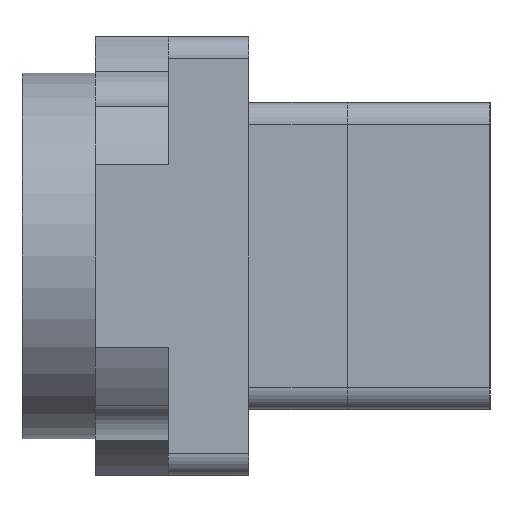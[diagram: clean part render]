
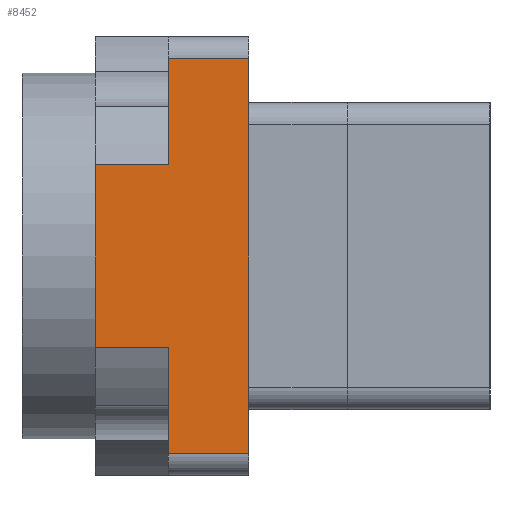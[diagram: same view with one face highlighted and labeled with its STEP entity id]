
A CAD part, left-side view. The second image highlights one B-rep face of the part: STEP entity #8452.
In plain terms, the highlighted planar face has unit normal (-1, 0, 0).
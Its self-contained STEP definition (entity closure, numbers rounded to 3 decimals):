
#43 = CARTESIAN_POINT ( 'NONE',  ( -30., 11., -27. ) ) ;
#133 = LINE ( 'NONE', #6673, #11133 ) ;
#440 = DIRECTION ( 'NONE',  ( 0., 0., 1. ) ) ;
#471 = DIRECTION ( 'NONE',  ( 0., 0., 1. ) ) ;
#569 = ORIENTED_EDGE ( 'NONE', *, *, #9826, .F. ) ;
#695 = LINE ( 'NONE', #8024, #5150 ) ;
#951 = ORIENTED_EDGE ( 'NONE', *, *, #9746, .T. ) ;
#1546 = CARTESIAN_POINT ( 'NONE',  ( -30., 0., 27. ) ) ;
#1710 = CARTESIAN_POINT ( 'NONE',  ( -30., 11., -27. ) ) ;
#1839 = PLANE ( 'NONE',  #3668 ) ;
#1951 = VECTOR ( 'NONE', #11179, 1000. ) ;
#2026 = ORIENTED_EDGE ( 'NONE', *, *, #5925, .F. ) ;
#2196 = CARTESIAN_POINT ( 'NONE',  ( -30., 21., -12.5 ) ) ;
#2314 = EDGE_CURVE ( 'NONE', #10075, #6754, #695, .T. ) ;
#2566 = ORIENTED_EDGE ( 'NONE', *, *, #9919, .T. ) ;
#2674 = DIRECTION ( 'NONE',  ( 0., -1., 0. ) ) ;
#2704 = ORIENTED_EDGE ( 'NONE', *, *, #2314, .F. ) ;
#2719 = DIRECTION ( 'NONE',  ( 0., 0., -1. ) ) ;
#2945 = ORIENTED_EDGE ( 'NONE', *, *, #9825, .F. ) ;
#3011 = EDGE_CURVE ( 'NONE', #7821, #9042, #5274, .T. ) ;
#3307 = VERTEX_POINT ( 'NONE', #7806 ) ;
#3313 = VERTEX_POINT ( 'NONE', #8693 ) ;
#3668 = AXIS2_PLACEMENT_3D ( 'NONE', #43, #8081, #2719 ) ;
#3828 = DIRECTION ( 'NONE',  ( 0., 0., 1. ) ) ;
#4054 = LINE ( 'NONE', #10283, #1951 ) ;
#4214 = EDGE_LOOP ( 'NONE', ( #951, #569, #2945, #2704, #2026, #2566, #8818, #8214 ) ) ;
#4325 = VECTOR ( 'NONE', #440, 1000. ) ;
#4701 = CARTESIAN_POINT ( 'NONE',  ( -30., 11., -27. ) ) ;
#5150 = VECTOR ( 'NONE', #2674, 1000. ) ;
#5274 = LINE ( 'NONE', #4701, #9730 ) ;
#5442 = VECTOR ( 'NONE', #6486, 1000. ) ;
#5925 = EDGE_CURVE ( 'NONE', #8079, #10075, #6310, .T. ) ;
#6310 = LINE ( 'NONE', #9164, #8681 ) ;
#6341 = CARTESIAN_POINT ( 'NONE',  ( -30., 0., -27. ) ) ;
#6486 = DIRECTION ( 'NONE',  ( 0., 0., 1. ) ) ;
#6630 = CARTESIAN_POINT ( 'NONE',  ( -30., 21., 12.5 ) ) ;
#6673 = CARTESIAN_POINT ( 'NONE',  ( -30., 11., 27. ) ) ;
#6690 = LINE ( 'NONE', #11087, #4325 ) ;
#6754 = VERTEX_POINT ( 'NONE', #9462 ) ;
#6831 = LINE ( 'NONE', #11135, #8912 ) ;
#7209 = VERTEX_POINT ( 'NONE', #1546 ) ;
#7595 = DIRECTION ( 'NONE',  ( 0., -1., 0. ) ) ;
#7806 = CARTESIAN_POINT ( 'NONE',  ( -30., 11., 27. ) ) ;
#7821 = VERTEX_POINT ( 'NONE', #1710 ) ;
#8024 = CARTESIAN_POINT ( 'NONE',  ( -30., 21., 12.5 ) ) ;
#8079 = VERTEX_POINT ( 'NONE', #2196 ) ;
#8081 = DIRECTION ( 'NONE',  ( 1., 0., 0. ) ) ;
#8214 = ORIENTED_EDGE ( 'NONE', *, *, #3011, .T. ) ;
#8361 = LINE ( 'NONE', #10021, #5442 ) ;
#8452 = ADVANCED_FACE ( 'NONE', ( #10700 ), #1839, .F. ) ;
#8681 = VECTOR ( 'NONE', #3828, 1000. ) ;
#8693 = CARTESIAN_POINT ( 'NONE',  ( -30., 11., -12.5 ) ) ;
#8818 = ORIENTED_EDGE ( 'NONE', *, *, #10100, .F. ) ;
#8912 = VECTOR ( 'NONE', #471, 1000. ) ;
#9042 = VERTEX_POINT ( 'NONE', #6341 ) ;
#9164 = CARTESIAN_POINT ( 'NONE',  ( -30., 21., -12.5 ) ) ;
#9462 = CARTESIAN_POINT ( 'NONE',  ( -30., 11., 12.5 ) ) ;
#9730 = VECTOR ( 'NONE', #10903, 1000. ) ;
#9746 = EDGE_CURVE ( 'NONE', #9042, #7209, #8361, .T. ) ;
#9825 = EDGE_CURVE ( 'NONE', #6754, #3307, #6690, .T. ) ;
#9826 = EDGE_CURVE ( 'NONE', #3307, #7209, #133, .T. ) ;
#9919 = EDGE_CURVE ( 'NONE', #8079, #3313, #4054, .T. ) ;
#10021 = CARTESIAN_POINT ( 'NONE',  ( -30., 0., -27. ) ) ;
#10075 = VERTEX_POINT ( 'NONE', #6630 ) ;
#10100 = EDGE_CURVE ( 'NONE', #7821, #3313, #6831, .T. ) ;
#10283 = CARTESIAN_POINT ( 'NONE',  ( -30., 21., -12.5 ) ) ;
#10700 = FACE_OUTER_BOUND ( 'NONE', #4214, .T. ) ;
#10903 = DIRECTION ( 'NONE',  ( 0., -1., 0. ) ) ;
#11087 = CARTESIAN_POINT ( 'NONE',  ( -30., 11., -27. ) ) ;
#11133 = VECTOR ( 'NONE', #7595, 1000. ) ;
#11135 = CARTESIAN_POINT ( 'NONE',  ( -30., 11., -27. ) ) ;
#11179 = DIRECTION ( 'NONE',  ( 0., -1., 0. ) ) ;
